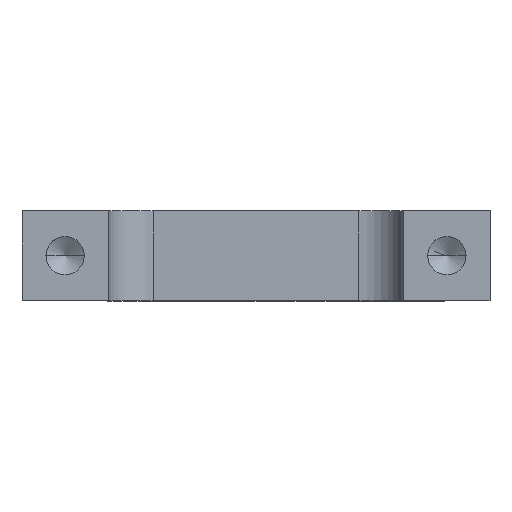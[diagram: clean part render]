
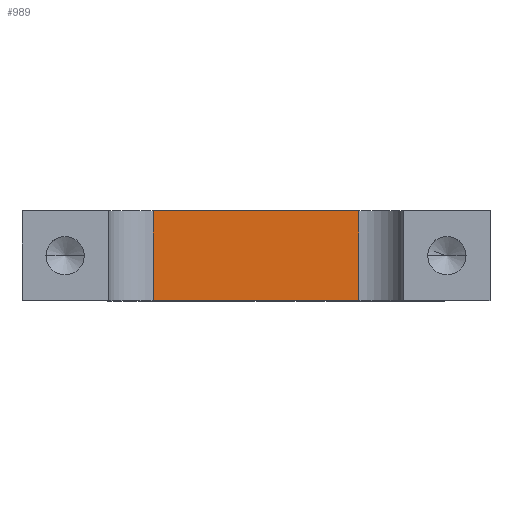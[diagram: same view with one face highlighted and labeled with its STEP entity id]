
A CAD part, top view. The second image highlights one B-rep face of the part: STEP entity #989.
In plain terms, the highlighted planar face has unit normal (0, 0, 1).
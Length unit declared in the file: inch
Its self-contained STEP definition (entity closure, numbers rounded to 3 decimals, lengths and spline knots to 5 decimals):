
#13 = VECTOR ( 'NONE', #1041, 39.37008 ) ;
#25 = VECTOR ( 'NONE', #1017, 39.37008 ) ;
#44 = VERTEX_POINT ( 'NONE', #1502 ) ;
#76 = CARTESIAN_POINT ( 'NONE',  ( -0.2856, 0., 0.55 ) ) ;
#205 = EDGE_CURVE ( 'NONE', #1144, #381, #1348, .T. ) ;
#209 = EDGE_CURVE ( 'NONE', #381, #1314, #993, .T. ) ;
#232 = EDGE_CURVE ( 'NONE', #44, #1314, #382, .T. ) ;
#235 = EDGE_CURVE ( 'NONE', #44, #1144, #396, .T. ) ;
#239 = EDGE_LOOP ( 'NONE', ( #290, #780, #994, #1032 ) ) ;
#290 = ORIENTED_EDGE ( 'NONE', *, *, #205, .T. ) ;
#381 = VERTEX_POINT ( 'NONE', #620 ) ;
#382 = LINE ( 'NONE', #1040, #1009 ) ;
#396 = LINE ( 'NONE', #1022, #25 ) ;
#420 = CARTESIAN_POINT ( 'NONE',  ( -0.4106, 0.25, 0.55 ) ) ;
#620 = CARTESIAN_POINT ( 'NONE',  ( 0.2856, 0., 0.55 ) ) ;
#690 = VECTOR ( 'NONE', #1058, 39.37008 ) ;
#743 = PLANE ( 'NONE',  #852 ) ;
#780 = ORIENTED_EDGE ( 'NONE', *, *, #209, .T. ) ;
#830 = FACE_OUTER_BOUND ( 'NONE', #239, .T. ) ;
#852 = AXIS2_PLACEMENT_3D ( 'NONE', #420, #982, #1361 ) ;
#982 = DIRECTION ( 'NONE',  ( 0., 0., -1. ) ) ;
#989 = ADVANCED_FACE ( 'NONE', ( #830 ), #743, .F. ) ;
#993 = LINE ( 'NONE', #1043, #13 ) ;
#994 = ORIENTED_EDGE ( 'NONE', *, *, #232, .F. ) ;
#1009 = VECTOR ( 'NONE', #1024, 39.37008 ) ;
#1017 = DIRECTION ( 'NONE',  ( 0., -1., 0. ) ) ;
#1022 = CARTESIAN_POINT ( 'NONE',  ( -0.2856, 0., 0.55 ) ) ;
#1024 = DIRECTION ( 'NONE',  ( 1., 0., 0. ) ) ;
#1032 = ORIENTED_EDGE ( 'NONE', *, *, #235, .T. ) ;
#1040 = CARTESIAN_POINT ( 'NONE',  ( -0.4106, 0.25, 0.55 ) ) ;
#1041 = DIRECTION ( 'NONE',  ( 0., 1., 0. ) ) ;
#1043 = CARTESIAN_POINT ( 'NONE',  ( 0.2856, 0.25, 0.55 ) ) ;
#1046 = CARTESIAN_POINT ( 'NONE',  ( -0.4106, 0., 0.55 ) ) ;
#1058 = DIRECTION ( 'NONE',  ( 1., 0., 0. ) ) ;
#1144 = VERTEX_POINT ( 'NONE', #76 ) ;
#1314 = VERTEX_POINT ( 'NONE', #1412 ) ;
#1348 = LINE ( 'NONE', #1046, #690 ) ;
#1361 = DIRECTION ( 'NONE',  ( -1., 0., 0. ) ) ;
#1412 = CARTESIAN_POINT ( 'NONE',  ( 0.2856, 0.25, 0.55 ) ) ;
#1502 = CARTESIAN_POINT ( 'NONE',  ( -0.2856, 0.25, 0.55 ) ) ;
